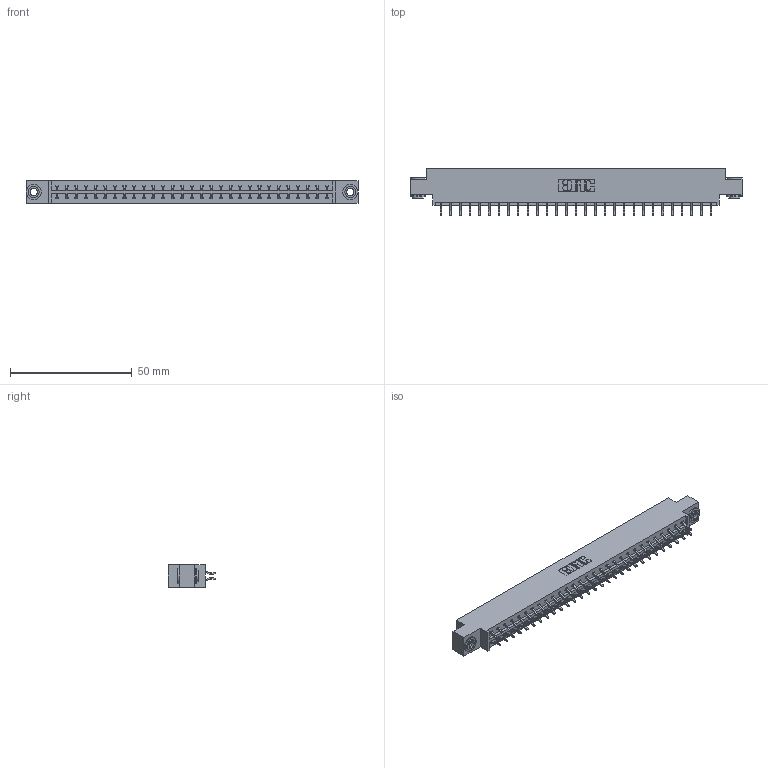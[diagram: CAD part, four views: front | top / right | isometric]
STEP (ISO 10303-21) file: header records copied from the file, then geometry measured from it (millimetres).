
FILE_DESCRIPTION (( 'STEP AP203' ), '1' );
FILE_NAME ('333-058-556-803.STEP', '2018-08-04T06:24:38', ( '' ), ( '' ), 'SwSTEP 2.0', 'SolidWorks 2016', '' );
FILE_SCHEMA (( 'CONFIG_CONTROL_DESIGN' ));
Length unit declared in the file: inch
Products named in the file (4): 333 Part_Offset - .156 Dia - TH; 345-292-001_556 Tail; 345-250-002_345-250-002-102; 333-058-556-803
Assembly tree (61 placements, depth 2):
  333-058-556-803
    333 Part_Offset - .156 Dia - TH
    345-292-001_556 Tail  x58
    345-250-002_345-250-002-102  x2
Bounding box: 136.45 x 19.57 x 9.4 mm (x, y, z)
Volume: 13598.4 mm3; surface area: 16321.5 mm2
Topology: 61 solids, 61 shells, 3520 faces, 10433 edges, 6874 vertices
Faces by surface type: plane 2404, cylinder 1108, cone 8
Entity records: 21340 total; most frequent: CARTESIAN_POINT 3545, ORIENTED_EDGE 3462, DIRECTION 3073, EDGE_CURVE 1731, VECTOR 1571, LINE 1571, VERTEX_POINT 1150, AXIS2_PLACEMENT_3D 751
